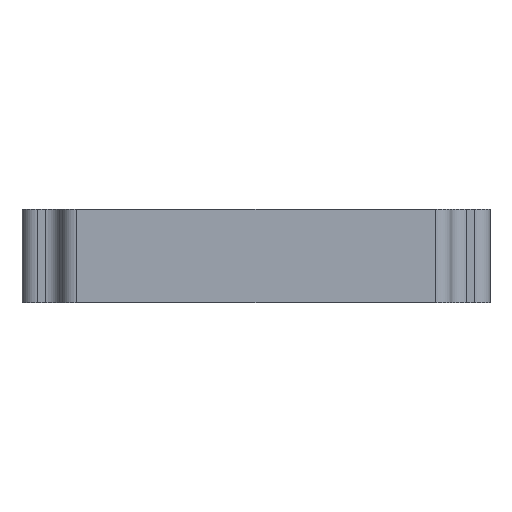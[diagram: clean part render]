
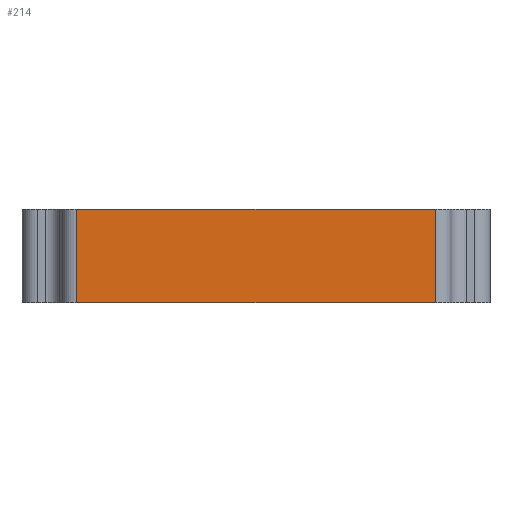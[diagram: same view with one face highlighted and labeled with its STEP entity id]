
A CAD part, left-side view. The second image highlights one B-rep face of the part: STEP entity #214.
In plain terms, the highlighted planar face has unit normal (-1, 0, 0).
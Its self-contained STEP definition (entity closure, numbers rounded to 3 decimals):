
#54 = CARTESIAN_POINT ( 'NONE',  ( 0., 3.5, 0. ) ) ;
#75 = EDGE_CURVE ( 'NONE', #1253, #736, #990, .T. ) ;
#214 = ADVANCED_FACE ( 'NONE', ( #614 ), #922, .F. ) ;
#266 = EDGE_CURVE ( 'NONE', #1253, #1931, #1565, .T. ) ;
#387 = CARTESIAN_POINT ( 'NONE',  ( 0., 26.5, 6. ) ) ;
#428 = EDGE_LOOP ( 'NONE', ( #1514, #1517, #1754, #1915 ) ) ;
#440 = VERTEX_POINT ( 'NONE', #54 ) ;
#463 = DIRECTION ( 'NONE',  ( 0., 0., -1. ) ) ;
#614 = FACE_OUTER_BOUND ( 'NONE', #428, .T. ) ;
#723 = DIRECTION ( 'NONE',  ( 0., -1., 0. ) ) ;
#736 = VERTEX_POINT ( 'NONE', #1676 ) ;
#849 = CARTESIAN_POINT ( 'NONE',  ( 0., 26.5, 0. ) ) ;
#902 = EDGE_CURVE ( 'NONE', #440, #736, #1125, .T. ) ;
#922 = PLANE ( 'NONE',  #1132 ) ;
#990 = LINE ( 'NONE', #1736, #1105 ) ;
#1105 = VECTOR ( 'NONE', #1598, 1000. ) ;
#1125 = LINE ( 'NONE', #1242, #1876 ) ;
#1132 = AXIS2_PLACEMENT_3D ( 'NONE', #1970, #1668, #1997 ) ;
#1160 = LINE ( 'NONE', #1161, #1456 ) ;
#1161 = CARTESIAN_POINT ( 'NONE',  ( 0., 2.5, 0. ) ) ;
#1242 = CARTESIAN_POINT ( 'NONE',  ( 0., 3.5, 6. ) ) ;
#1253 = VERTEX_POINT ( 'NONE', #387 ) ;
#1370 = CARTESIAN_POINT ( 'NONE',  ( 0., 26.5, 6. ) ) ;
#1456 = VECTOR ( 'NONE', #723, 1000. ) ;
#1514 = ORIENTED_EDGE ( 'NONE', *, *, #75, .F. ) ;
#1517 = ORIENTED_EDGE ( 'NONE', *, *, #266, .T. ) ;
#1565 = LINE ( 'NONE', #1370, #1706 ) ;
#1598 = DIRECTION ( 'NONE',  ( 0., -1., 0. ) ) ;
#1668 = DIRECTION ( 'NONE',  ( 1., 0., 0. ) ) ;
#1676 = CARTESIAN_POINT ( 'NONE',  ( 0., 3.5, 6. ) ) ;
#1706 = VECTOR ( 'NONE', #463, 1000. ) ;
#1717 = DIRECTION ( 'NONE',  ( 0., 0., 1. ) ) ;
#1736 = CARTESIAN_POINT ( 'NONE',  ( 0., 2.5, 6. ) ) ;
#1754 = ORIENTED_EDGE ( 'NONE', *, *, #1858, .T. ) ;
#1858 = EDGE_CURVE ( 'NONE', #1931, #440, #1160, .T. ) ;
#1876 = VECTOR ( 'NONE', #1717, 1000. ) ;
#1915 = ORIENTED_EDGE ( 'NONE', *, *, #902, .T. ) ;
#1931 = VERTEX_POINT ( 'NONE', #849 ) ;
#1970 = CARTESIAN_POINT ( 'NONE',  ( 0., 2.5, 6. ) ) ;
#1997 = DIRECTION ( 'NONE',  ( 0., 0., -1. ) ) ;
